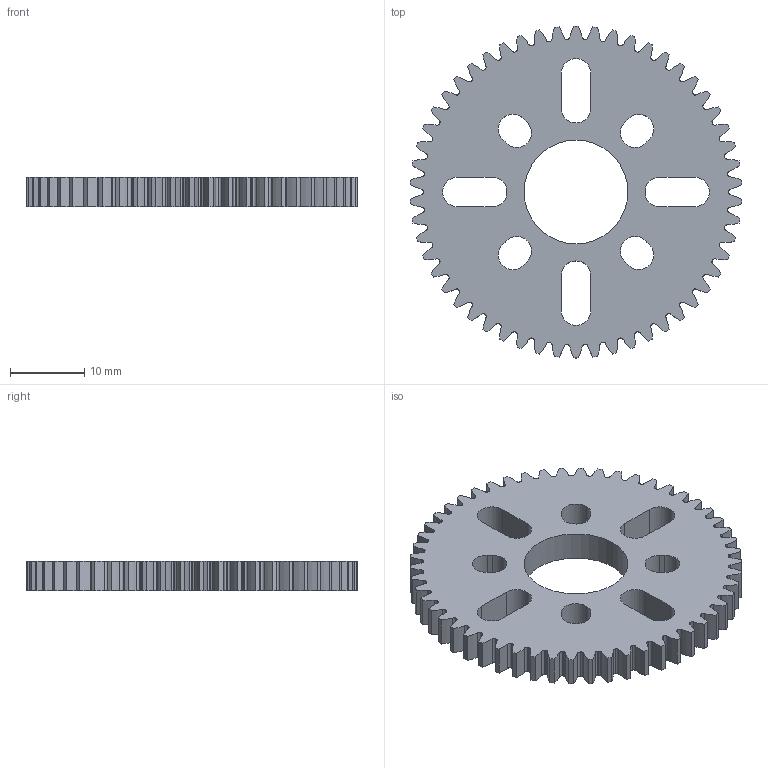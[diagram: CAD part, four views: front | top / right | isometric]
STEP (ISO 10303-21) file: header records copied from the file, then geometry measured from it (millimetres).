
FILE_DESCRIPTION (( 'STEP AP203' ), '1' );
FILE_NAME ('2312-0014-0054.STEP', '2019-08-22T15:48:07', ( '' ), ( '' ), 'SwSTEP 2.0', 'SolidWorks 2016', '' );
FILE_SCHEMA (( 'CONFIG_CONTROL_DESIGN' ));
Length unit declared in the file: millimetre
Products named in the file (1): 2312-0014-0054
Bounding box: 44.76 x 44.8 x 4 mm (x, y, z)
Volume: 4474.4 mm3; surface area: 4046.7 mm2
Topology: 1 solids, 1 shells, 475 faces, 1419 edges, 946 vertices
Faces by surface type: bspline 216, cylinder 133, plane 126
Entity records: 22924 total; most frequent: CARTESIAN_POINT 11265, ORIENTED_EDGE 2838, DIRECTION 1773, EDGE_CURVE 1419, VERTEX_POINT 946, LINE 721, VECTOR 721, AXIS2_PLACEMENT_3D 526
